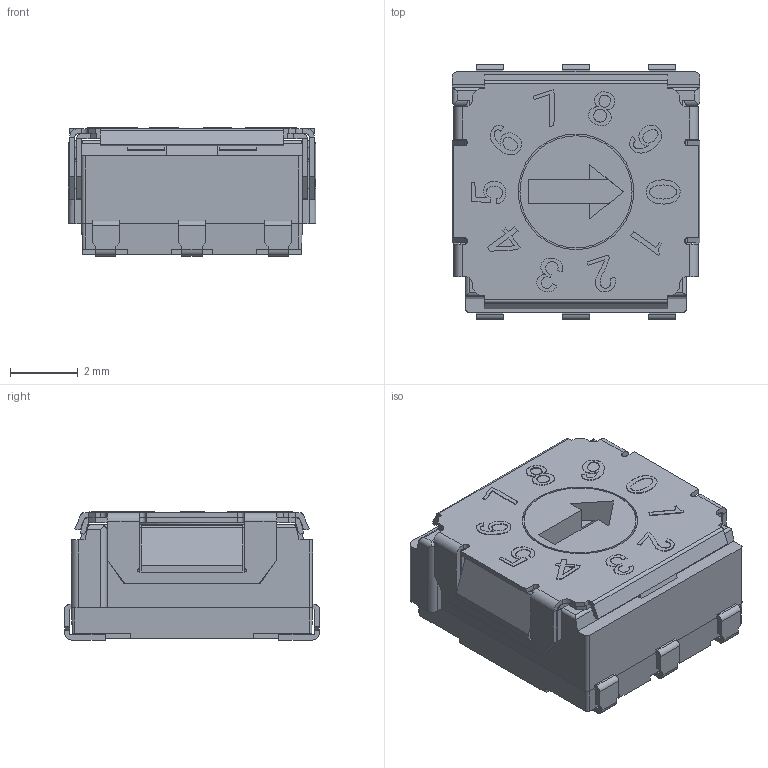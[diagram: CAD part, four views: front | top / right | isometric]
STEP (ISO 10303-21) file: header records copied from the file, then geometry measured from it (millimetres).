
FILE_DESCRIPTION(/* description */ ('STEP AP214'),/* implementation_level */ '2;1');
FILE_NAME(/* name */ 'SH-7010TA',/* time_stamp */ '2022-11-15T06:34:40+01:00',/* author */ ('License CC BY-ND 4.0'),/* organization */ ('CADENAS'),/* preprocessor_version */ 'ST-DEVELOPER v18.102',/* originating_system */ 'PARTsolutions',/* authorisation */ ' ');
FILE_SCHEMA (('AUTOMOTIVE_DESIGN {1 0 10303 214 3 1 1}'));
Length unit declared in the file: millimetre
Products named in the file (3): SH-7010TA; SH-700-Without knob (Minus slot); SH-7010A_body
Assembly tree (2 placements, depth 2):
  SH-7010TA
    SH-700-Without knob (Minus slot)
    SH-7010A_body
Bounding box: 7.3 x 7.5 x 3.77 mm (x, y, z)
Volume: 168.4 mm3; surface area: 389.7 mm2
Topology: 2 solids, 2 shells, 1139 faces, 3304 edges, 2180 vertices
Faces by surface type: plane 1044, cylinder 91, cone 4
Full cylindrical faces by diameter (mm): 1.2 x1, 3.28 x1, 3.3 x1, 3.4 x1, 3.42 x1, 4 x1
Entity records: 44773 total; most frequent: CARTESIAN_POINT 6644, ORIENTED_EDGE 6596, DIRECTION 5758, EDGE_CURVE 3298, LINE 3106, VECTOR 3106, VERTEX_POINT 2180, AXIS2_PLACEMENT_3D 1326
